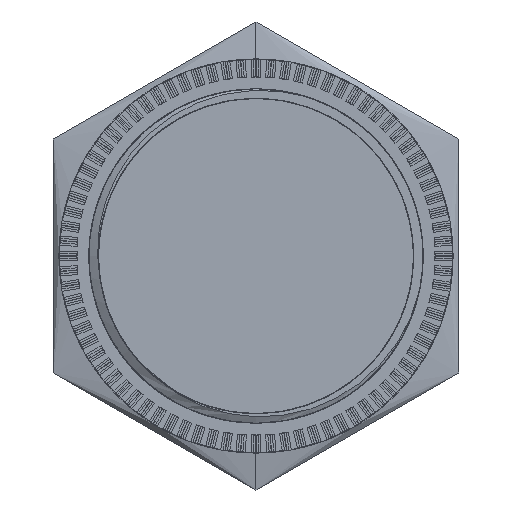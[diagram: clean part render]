
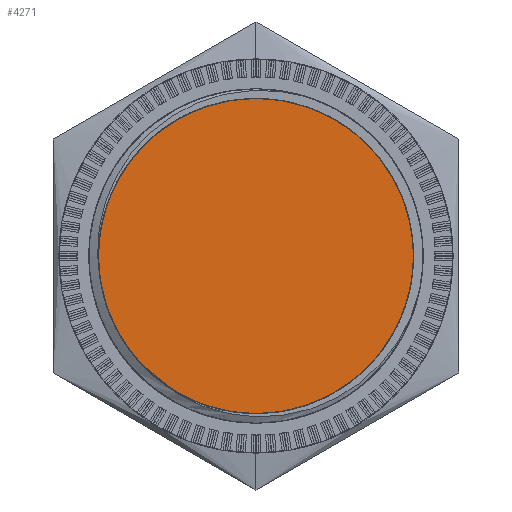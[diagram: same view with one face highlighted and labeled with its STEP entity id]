
A CAD part, left-side view. The second image highlights one B-rep face of the part: STEP entity #4271.
In plain terms, the highlighted planar face has unit normal (-1, 0, 0).
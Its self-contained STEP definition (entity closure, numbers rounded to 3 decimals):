
#691 = DIRECTION ( 'NONE',  ( -1., 0., 0. ) ) ;
#4271 = ADVANCED_FACE ( 'NONE', ( #20572 ), #45902, .T. ) ;
#6923 = DIRECTION ( 'NONE',  ( 0., 1., 0. ) ) ;
#7934 = AXIS2_PLACEMENT_3D ( 'NONE', #14370, #691, #6923 ) ;
#9719 = AXIS2_PLACEMENT_3D ( 'NONE', #58774, #27207, #65401 ) ;
#11949 = CARTESIAN_POINT ( 'NONE',  ( -56.3, -114.618, 63.004 ) ) ;
#13225 = CIRCLE ( 'NONE', #7934, 14. ) ;
#14370 = CARTESIAN_POINT ( 'NONE',  ( -56.3, -114.618, 49.004 ) ) ;
#18315 = CARTESIAN_POINT ( 'NONE',  ( -56.3, -114.618, 35.004 ) ) ;
#20572 = FACE_OUTER_BOUND ( 'NONE', #26978, .T. ) ;
#24597 = EDGE_CURVE ( 'NONE', #77873, #62265, #29157, .T. ) ;
#26103 = DIRECTION ( 'NONE',  ( 0., 1., 0. ) ) ;
#26978 = EDGE_LOOP ( 'NONE', ( #27773, #56083 ) ) ;
#27207 = DIRECTION ( 'NONE',  ( -1., 0., 0. ) ) ;
#27773 = ORIENTED_EDGE ( 'NONE', *, *, #24597, .T. ) ;
#29157 = CIRCLE ( 'NONE', #63676, 14. ) ;
#40598 = DIRECTION ( 'NONE',  ( -1., 0., 0. ) ) ;
#45341 = EDGE_CURVE ( 'NONE', #62265, #77873, #13225, .T. ) ;
#45902 = PLANE ( 'NONE',  #9719 ) ;
#46821 = CARTESIAN_POINT ( 'NONE',  ( -56.3, -114.618, 49.004 ) ) ;
#56083 = ORIENTED_EDGE ( 'NONE', *, *, #45341, .T. ) ;
#58774 = CARTESIAN_POINT ( 'NONE',  ( -56.3, -114.618, 49.004 ) ) ;
#62265 = VERTEX_POINT ( 'NONE', #18315 ) ;
#63676 = AXIS2_PLACEMENT_3D ( 'NONE', #46821, #40598, #26103 ) ;
#65401 = DIRECTION ( 'NONE',  ( 0., 0., 1. ) ) ;
#77873 = VERTEX_POINT ( 'NONE', #11949 ) ;
